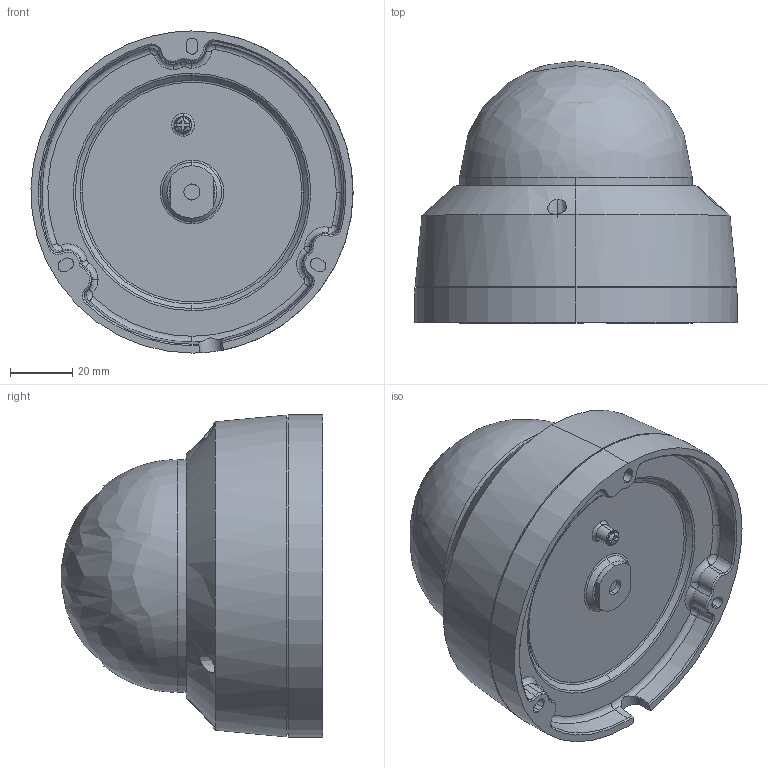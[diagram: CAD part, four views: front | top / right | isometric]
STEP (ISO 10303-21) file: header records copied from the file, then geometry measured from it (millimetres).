
FILE_DESCRIPTION(('FreeCAD Model'),'2;1');
FILE_NAME('Open CASCADE Shape Model','2025-05-05T04:23:31',('FreeCAD'),( 'FreeCAD'),'Open CASCADE STEP processor 7.6','FreeCAD','Unknown');
FILE_SCHEMA(('AUTOMOTIVE_DESIGN { 1 0 10303 214 1 1 1 1 }'));
Length unit declared in the file: millimetre
Products named in the file (1): Open CASCADE STEP translator 7.6 1
Bounding box: 103.74 x 84.36 x 103.76 mm (x, y, z)
Volume: 333804.3 mm3; surface area: 64509 mm2
Topology: 6 solids, 7 shells, 293 faces, 686 edges, 419 vertices
Faces by surface type: bspline 293
Entity records: 11567 total; most frequent: CARTESIAN_POINT 7788, ORIENTED_EDGE 1326, EDGE_CURVE 663, VERTEX_POINT 419, FACE_BOUND 330, EDGE_LOOP 330, B_SPLINE_CURVE_WITH_KNOTS 299, ADVANCED_FACE 293
